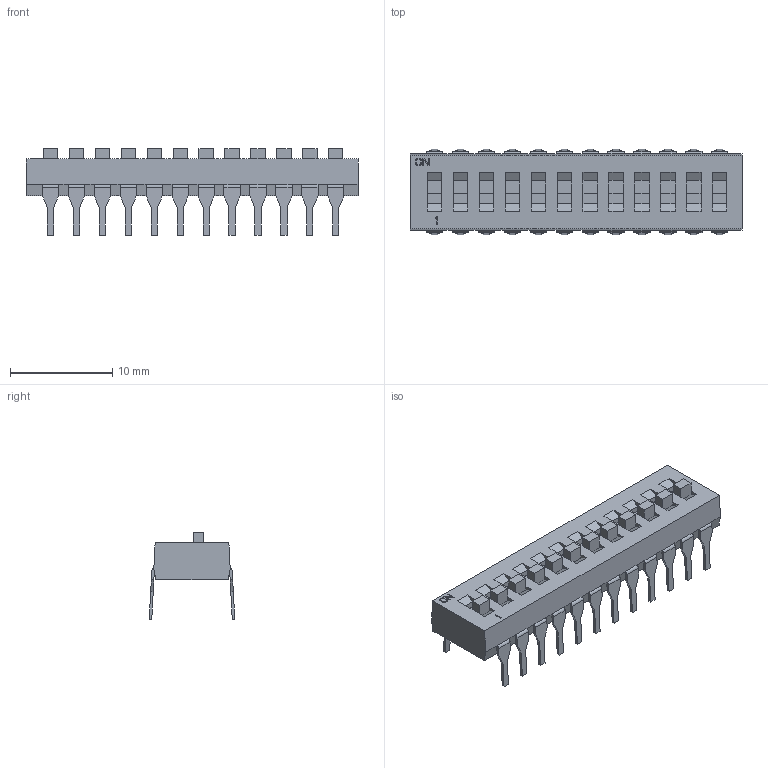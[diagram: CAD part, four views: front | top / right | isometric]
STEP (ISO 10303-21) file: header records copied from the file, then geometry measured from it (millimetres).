
FILE_DESCRIPTION(('STEP AP203'),'1');
FILE_NAME('1-1825057-0.stp','2021-05-23T20:44:47',('TraceParts'),('TraceParts S.A.'),'Spatial InterOp 3D',' ',' ');
FILE_SCHEMA(('CONFIG_CONTROL_DESIGN'));
Length unit declared in the file: millimetre
Products named in the file (1): 1
Bounding box: 32.51 x 8.38 x 8.46 mm (x, y, z)
Volume: 876 mm3; surface area: 1158.8 mm2
Topology: 1 solids, 1 shells, 469 faces, 1257 edges, 806 vertices
Faces by surface type: plane 445, cylinder 24
Entity records: 14295 total; most frequent: CARTESIAN_POINT 2533, ORIENTED_EDGE 2514, DIRECTION 2245, EDGE_CURVE 1257, LINE 1209, VECTOR 1209, VERTEX_POINT 806, AXIS2_PLACEMENT_3D 518
